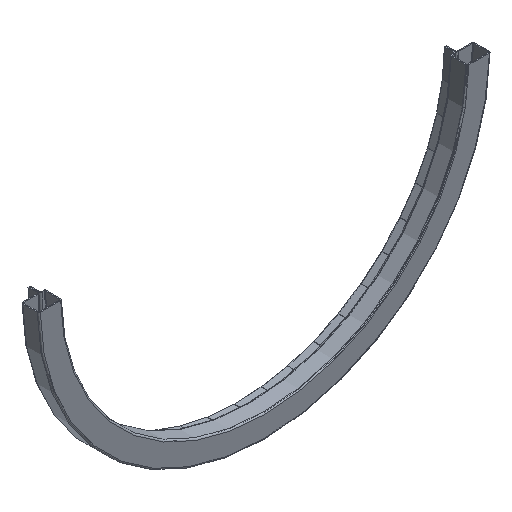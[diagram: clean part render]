
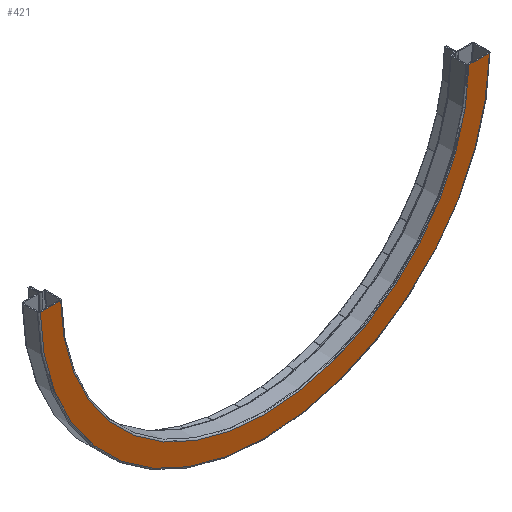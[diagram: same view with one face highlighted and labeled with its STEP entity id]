
A CAD part, isometric view. The second image highlights one B-rep face of the part: STEP entity #421.
In plain terms, the highlighted planar face has unit normal (0, -1, 0).
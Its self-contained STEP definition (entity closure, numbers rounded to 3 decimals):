
#421=ADVANCED_FACE('',(#925),#819,.F.);
#819=PLANE('',#6646);
#925=FACE_OUTER_BOUND('',#1323,.T.);
#1323=EDGE_LOOP('',(#2827,#2828,#2829,#2830));
#1771=LINE('',#9814,#2275);
#1772=LINE('',#9818,#2276);
#2275=VECTOR('',#7586,1.);
#2276=VECTOR('',#7589,1.);
#2827=ORIENTED_EDGE('',*,*,#5305,.T.);
#2828=ORIENTED_EDGE('',*,*,#5306,.T.);
#2829=ORIENTED_EDGE('',*,*,#5307,.F.);
#2830=ORIENTED_EDGE('',*,*,#5308,.T.);
#4743=VERTEX_POINT('',#9812);
#4744=VERTEX_POINT('',#9813);
#4745=VERTEX_POINT('',#9815);
#4746=VERTEX_POINT('',#9817);
#5305=EDGE_CURVE('',#4743,#4744,#6211,.T.);
#5306=EDGE_CURVE('',#4744,#4745,#1771,.T.);
#5307=EDGE_CURVE('',#4746,#4745,#6212,.T.);
#5308=EDGE_CURVE('',#4746,#4743,#1772,.T.);
#6211=CIRCLE('',#6644,445.5);
#6212=CIRCLE('',#6645,405.);
#6644=AXIS2_PLACEMENT_3D('',#9811,#7584,#7585);
#6645=AXIS2_PLACEMENT_3D('',#9816,#7587,#7588);
#6646=AXIS2_PLACEMENT_3D('',#9819,#7590,#7591);
#7584=DIRECTION('',(0.,-1.,0.));
#7585=DIRECTION('',(0.,0.,1.));
#7586=DIRECTION('',(-1.,0.,0.));
#7587=DIRECTION('',(0.,-1.,0.));
#7588=DIRECTION('',(0.,0.,1.));
#7589=DIRECTION('',(-1.,0.,0.));
#7590=DIRECTION('',(0.,1.,0.));
#7591=DIRECTION('',(0.,0.,1.));
#9811=CARTESIAN_POINT('',(0.,-1.,0.));
#9812=CARTESIAN_POINT('',(-445.453,-1.,-6.5));
#9813=CARTESIAN_POINT('',(445.453,-1.,-6.5));
#9814=CARTESIAN_POINT('',(405.,-1.,-6.5));
#9815=CARTESIAN_POINT('',(404.948,-1.,-6.5));
#9816=CARTESIAN_POINT('',(0.,-1.,0.));
#9817=CARTESIAN_POINT('',(-404.948,-1.,-6.5));
#9818=CARTESIAN_POINT('',(405.,-1.,-6.5));
#9819=CARTESIAN_POINT('',(405.,-1.,0.));
